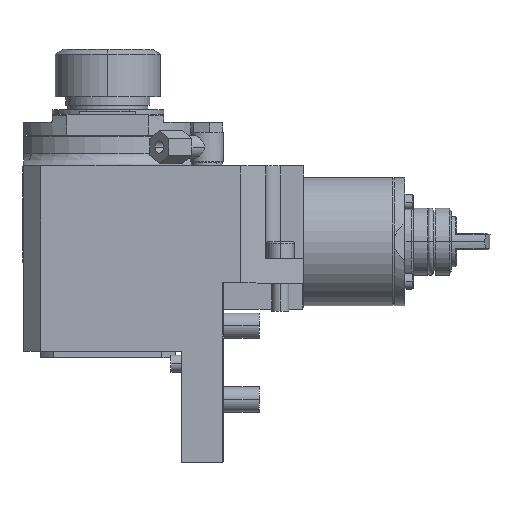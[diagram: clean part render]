
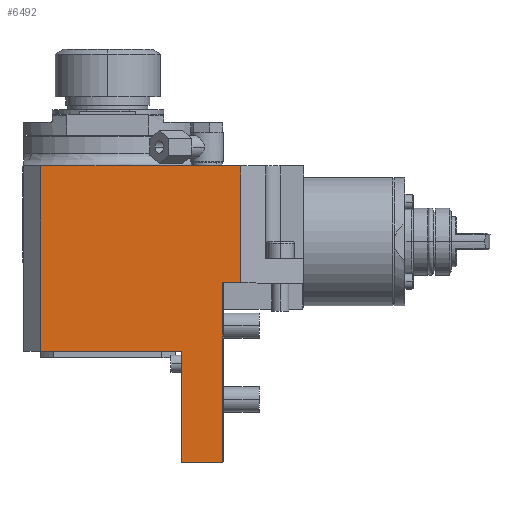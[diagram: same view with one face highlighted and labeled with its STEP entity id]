
A CAD part, front view. The second image highlights one B-rep face of the part: STEP entity #6492.
In plain terms, the highlighted planar face has unit normal (0, -1, 0).
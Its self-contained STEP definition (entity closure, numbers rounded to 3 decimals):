
#562=DIRECTION('',(0.,0.,-1.));
#563=VECTOR('',#562,55.5);
#564=CARTESIAN_POINT('',(8.144,-50.,36.));
#565=LINE('',#564,#563);
#566=DIRECTION('',(-1.,0.,0.));
#567=VECTOR('',#566,8.644);
#568=CARTESIAN_POINT('',(8.144,-50.,-19.5));
#569=LINE('',#568,#567);
#570=DIRECTION('',(0.,0.,1.));
#571=VECTOR('',#570,85.5);
#572=CARTESIAN_POINT('',(-0.5,-50.,-105.));
#573=LINE('',#572,#571);
#574=DIRECTION('',(1.,0.,0.));
#575=VECTOR('',#574,19.5);
#576=CARTESIAN_POINT('',(-20.,-50.,-105.));
#577=LINE('',#576,#575);
#578=DIRECTION('',(0.,0.,-1.));
#579=VECTOR('',#578,53.);
#580=CARTESIAN_POINT('',(-20.,-50.,-52.));
#581=LINE('',#580,#579);
#582=DIRECTION('',(1.,0.,0.));
#583=VECTOR('',#582,67.);
#584=CARTESIAN_POINT('',(-87.,-50.,-52.));
#585=LINE('',#584,#583);
#586=DIRECTION('',(0.,0.,1.));
#587=VECTOR('',#586,88.);
#588=CARTESIAN_POINT('',(-87.,-50.,-52.));
#589=LINE('',#588,#587);
#590=DIRECTION('',(-1.,0.,0.));
#591=VECTOR('',#590,24.912);
#592=CARTESIAN_POINT('',(-62.088,-50.,36.));
#593=LINE('',#592,#591);
#636=DIRECTION('',(-1.,0.,0.));
#637=VECTOR('',#636,56.056);
#638=CARTESIAN_POINT('',(8.144,-50.,36.));
#639=LINE('',#638,#637);
#2248=CARTESIAN_POINT('',(-62.088,-50.,36.));
#2249=CARTESIAN_POINT('',(-61.414,-50.,36.));
#2250=CARTESIAN_POINT('',(-60.065,-50.,36.004));
#2251=CARTESIAN_POINT('',(-58.04,-50.,36.014));
#2252=CARTESIAN_POINT('',(-56.013,-50.,36.021));
#2253=CARTESIAN_POINT('',(-53.987,-50.,36.021));
#2254=CARTESIAN_POINT('',(-51.96,-50.,36.014));
#2255=CARTESIAN_POINT('',(-49.934,-50.,36.004));
#2256=CARTESIAN_POINT('',(-48.587,-50.,36.));
#2257=CARTESIAN_POINT('',(-47.912,-50.,36.));
#4809=CARTESIAN_POINT('',(-20.,-50.,-52.));
#4810=CARTESIAN_POINT('',(-20.,-50.,-105.));
#4811=VERTEX_POINT('',#4809);
#4812=VERTEX_POINT('',#4810);
#4834=CARTESIAN_POINT('',(-62.087,-50.,36.));
#4836=VERTEX_POINT('',#4834);
#4840=VERTEX_POINT('',#2257);
#4846=CARTESIAN_POINT('',(-87.,-50.,-52.));
#4847=CARTESIAN_POINT('',(-87.,-50.,36.));
#4848=VERTEX_POINT('',#4846);
#4849=VERTEX_POINT('',#4847);
#4880=CARTESIAN_POINT('',(-0.5,-50.,-105.));
#4881=VERTEX_POINT('',#4880);
#5120=CARTESIAN_POINT('',(8.144,-50.,36.));
#5121=CARTESIAN_POINT('',(8.144,-50.,-19.5));
#5122=VERTEX_POINT('',#5120);
#5123=VERTEX_POINT('',#5121);
#5222=CARTESIAN_POINT('',(-0.5,-50.,-19.5));
#5223=VERTEX_POINT('',#5222);
#6470=CARTESIAN_POINT('',(0.,-50.,0.));
#6471=DIRECTION('',(0.,-1.,0.));
#6472=DIRECTION('',(0.,0.,1.));
#6473=AXIS2_PLACEMENT_3D('',#6470,#6471,#6472);
#6474=PLANE('',#6473);
#6476=ORIENTED_EDGE('',*,*,#6475,.F.);
#6478=ORIENTED_EDGE('',*,*,#6477,.T.);
#6479=ORIENTED_EDGE('',*,*,#6144,.T.);
#6480=ORIENTED_EDGE('',*,*,#6163,.F.);
#6481=ORIENTED_EDGE('',*,*,#6263,.F.);
#6482=ORIENTED_EDGE('',*,*,#6403,.F.);
#6483=ORIENTED_EDGE('',*,*,#6368,.F.);
#6485=ORIENTED_EDGE('',*,*,#6484,.T.);
#6487=ORIENTED_EDGE('',*,*,#6486,.F.);
#6489=ORIENTED_EDGE('',*,*,#6488,.T.);
#6490=EDGE_LOOP('',(#6476,#6478,#6479,#6480,#6481,#6482,#6483,#6485,#6487,
#6489));
#6491=FACE_OUTER_BOUND('',#6490,.F.);
#6492=ADVANCED_FACE('',(#6491),#6474,.T.);
#2258=B_SPLINE_CURVE_WITH_KNOTS('',3,(#2248,#2249,#2250,#2251,#2252,#2253,#2254,
#2255,#2256,#2257),.UNSPECIFIED.,.F.,.F.,(4,1,1,1,1,1,1,4),(0.,
0.143,0.286,0.429,0.571,
0.714,0.857,1.),.UNSPECIFIED.);
#6144=EDGE_CURVE('',#5123,#5223,#569,.T.);
#6163=EDGE_CURVE('',#4881,#5223,#573,.T.);
#6263=EDGE_CURVE('',#4812,#4881,#577,.T.);
#6368=EDGE_CURVE('',#4848,#4811,#585,.T.);
#6403=EDGE_CURVE('',#4811,#4812,#581,.T.);
#6475=EDGE_CURVE('',#5122,#4840,#639,.T.);
#6477=EDGE_CURVE('',#5122,#5123,#565,.T.);
#6484=EDGE_CURVE('',#4848,#4849,#589,.T.);
#6486=EDGE_CURVE('',#4836,#4849,#593,.T.);
#6488=EDGE_CURVE('',#4836,#4840,#2258,.T.);
